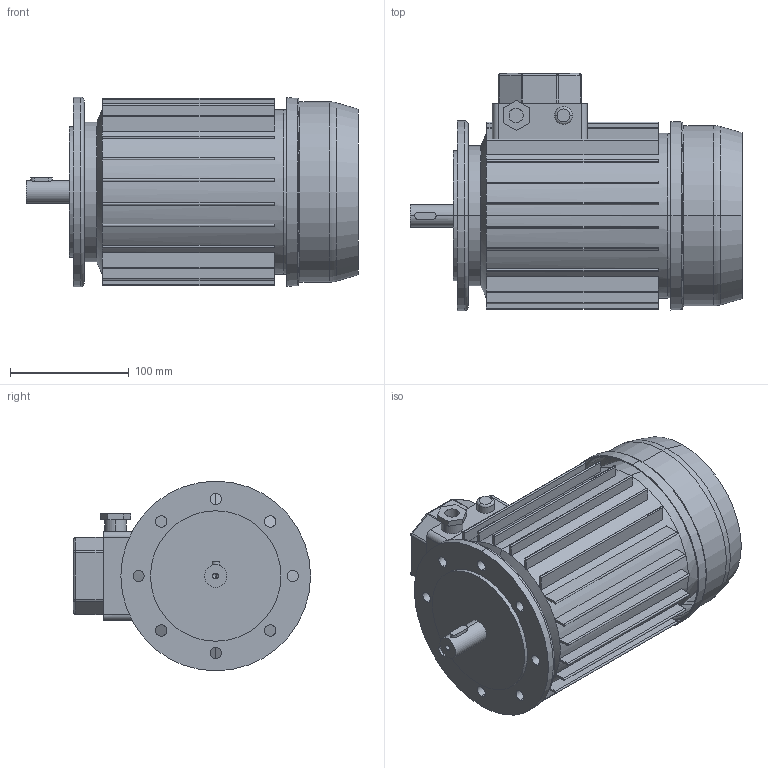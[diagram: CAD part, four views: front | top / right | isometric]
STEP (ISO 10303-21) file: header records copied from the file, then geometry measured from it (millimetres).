
FILE_DESCRIPTION (( 'STEP AP214' ), '1' );
FILE_NAME ('Motor 80 con brida B5 R.STEP', '2009-04-28T16:40:47', ( 'Enginy' ), ( 'Usuario' ), 'SwSTEP 2.0', 'SolidWorks 2009', '' );
FILE_SCHEMA (( 'AUTOMOTIVE_DESIGN' ));
Length unit declared in the file: millimetre
Products named in the file (4): Motor 80 con brida B5 R; Brida B-5R para motor 80; Cuerpo 80 (para brida B-5R); Tapa 80 (para bridas B-5, B-5R y B-14)
Assembly tree (3 placements, depth 2):
  Motor 80 con brida B5 R
    Brida B-5R para motor 80
    Tapa 80 (para bridas B-5, B-5R y B-14)
    Cuerpo 80 (para brida B-5R)
Bounding box: 280 x 200 x 160 mm (x, y, z)
Volume: 3534354.7 mm3; surface area: 332567.7 mm2
Topology: 3 solids, 3 shells, 441 faces, 1181 edges, 747 vertices
Faces by surface type: plane 302, cylinder 99, torus 16, cone 16, sphere 8
Entity records: 14024 total; most frequent: CARTESIAN_POINT 2493, DIRECTION 2373, ORIENTED_EDGE 2342, EDGE_CURVE 1171, VECTOR 847, LINE 847, AXIS2_PLACEMENT_3D 763, VERTEX_POINT 747
